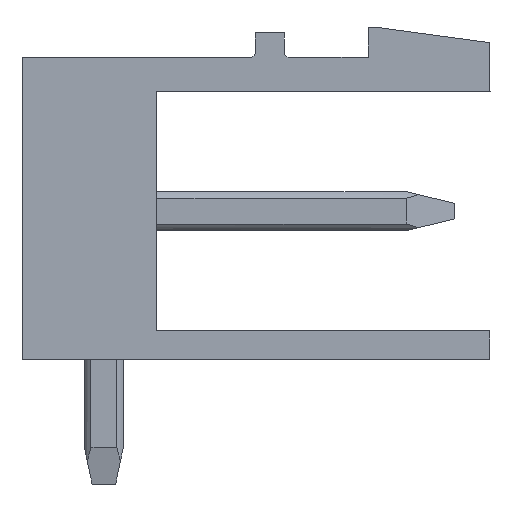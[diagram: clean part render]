
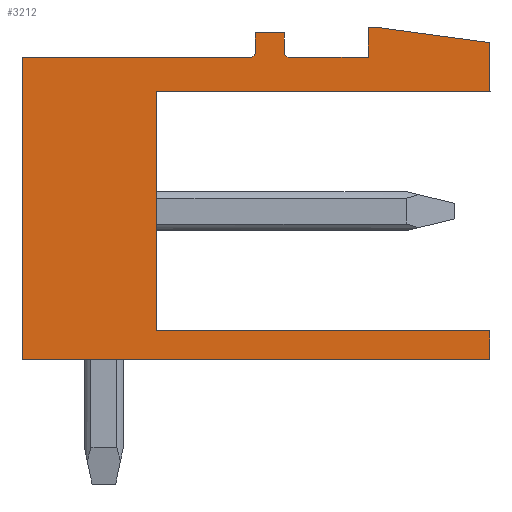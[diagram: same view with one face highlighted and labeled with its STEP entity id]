
A CAD part, left-side view. The second image highlights one B-rep face of the part: STEP entity #3212.
In plain terms, the highlighted planar face has unit normal (-1, 0, 0).
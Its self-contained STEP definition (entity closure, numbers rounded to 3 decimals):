
#1629=AXIS2_PLACEMENT_3D('Circle Axis2P3D',#1627,#1628,$) ;
#1753=AXIS2_PLACEMENT_3D('Circle Axis2P3D',#1751,#1752,$) ;
#3191=AXIS2_PLACEMENT_3D('Plane Axis2P3D',#3188,#3189,#3190) ;
#49=CARTESIAN_POINT('Vertex',(0.,8.55,3.93)) ;
#52=CARTESIAN_POINT('Line Origine',(0.,4.275,3.93)) ;
#56=CARTESIAN_POINT('Vertex',(0.,0.,3.93)) ;
#87=CARTESIAN_POINT('Vertex',(0.,8.55,10.06)) ;
#90=CARTESIAN_POINT('Line Origine',(0.,8.55,6.995)) ;
#1438=CARTESIAN_POINT('Vertex',(0.,0.,10.06)) ;
#1441=CARTESIAN_POINT('Line Origine',(0.,4.275,10.06)) ;
#1469=CARTESIAN_POINT('Vertex',(0.,0.,11.32)) ;
#1472=CARTESIAN_POINT('Line Origine',(0.,0.,10.69)) ;
#1500=CARTESIAN_POINT('Vertex',(0.,2.8,11.7)) ;
#1503=CARTESIAN_POINT('Line Origine',(0.,1.4,11.51)) ;
#1531=CARTESIAN_POINT('Vertex',(0.,3.12,11.7)) ;
#1534=CARTESIAN_POINT('Line Origine',(0.,2.96,11.7)) ;
#1562=CARTESIAN_POINT('Vertex',(0.,3.12,10.95)) ;
#1565=CARTESIAN_POINT('Line Origine',(0.,3.12,11.325)) ;
#1593=CARTESIAN_POINT('Vertex',(0.,5.17,10.95)) ;
#1596=CARTESIAN_POINT('Line Origine',(0.,4.145,10.95)) ;
#1624=CARTESIAN_POINT('Vertex',(0.,5.27,11.05)) ;
#1627=CARTESIAN_POINT('Axis2P3D Location',(0.,5.17,11.05)) ;
#1655=CARTESIAN_POINT('Vertex',(0.,5.27,11.57)) ;
#1658=CARTESIAN_POINT('Line Origine',(0.,5.27,11.31)) ;
#1686=CARTESIAN_POINT('Vertex',(0.,6.02,11.57)) ;
#1689=CARTESIAN_POINT('Line Origine',(0.,5.645,11.57)) ;
#1717=CARTESIAN_POINT('Vertex',(0.,6.02,11.05)) ;
#1720=CARTESIAN_POINT('Line Origine',(0.,6.02,11.31)) ;
#1748=CARTESIAN_POINT('Vertex',(0.,6.12,10.95)) ;
#1751=CARTESIAN_POINT('Axis2P3D Location',(0.,6.12,11.05)) ;
#1774=CARTESIAN_POINT('Vertex',(0.,12.,10.95)) ;
#1777=CARTESIAN_POINT('Line Origine',(0.,9.06,10.95)) ;
#1805=CARTESIAN_POINT('Vertex',(0.,12.,3.2)) ;
#1808=CARTESIAN_POINT('Line Origine',(0.,12.,7.075)) ;
#1836=CARTESIAN_POINT('Vertex',(0.,0.,3.2)) ;
#1839=CARTESIAN_POINT('Line Origine',(0.,6.,3.2)) ;
#3176=CARTESIAN_POINT('Line Origine',(0.,0.,3.565)) ;
#3188=CARTESIAN_POINT('Axis2P3D Location',(0.,0.,0.)) ;
#53=DIRECTION('Vector Direction',(0.,1.,0.)) ;
#91=DIRECTION('Vector Direction',(0.,0.,-1.)) ;
#1442=DIRECTION('Vector Direction',(0.,-1.,0.)) ;
#1473=DIRECTION('Vector Direction',(0.,0.,1.)) ;
#1504=DIRECTION('Vector Direction',(0.,0.991,0.134)) ;
#1535=DIRECTION('Vector Direction',(0.,1.,0.)) ;
#1566=DIRECTION('Vector Direction',(0.,0.,-1.)) ;
#1597=DIRECTION('Vector Direction',(0.,1.,0.)) ;
#1628=DIRECTION('Axis2P3D Direction',(-1.,0.,0.)) ;
#1659=DIRECTION('Vector Direction',(0.,0.,1.)) ;
#1690=DIRECTION('Vector Direction',(0.,1.,0.)) ;
#1721=DIRECTION('Vector Direction',(0.,0.,-1.)) ;
#1752=DIRECTION('Axis2P3D Direction',(-1.,0.,0.)) ;
#1778=DIRECTION('Vector Direction',(0.,1.,0.)) ;
#1809=DIRECTION('Vector Direction',(0.,0.,-1.)) ;
#1840=DIRECTION('Vector Direction',(0.,1.,0.)) ;
#3177=DIRECTION('Vector Direction',(0.,0.,-1.)) ;
#3189=DIRECTION('Axis2P3D Direction',(-1.,0.,0.)) ;
#3190=DIRECTION('Axis2P3D XDirection',(0.,0.,1.)) ;
#54=VECTOR('Line Direction',#53,1.) ;
#92=VECTOR('Line Direction',#91,1.) ;
#1443=VECTOR('Line Direction',#1442,1.) ;
#1474=VECTOR('Line Direction',#1473,1.) ;
#1505=VECTOR('Line Direction',#1504,1.) ;
#1536=VECTOR('Line Direction',#1535,1.) ;
#1567=VECTOR('Line Direction',#1566,1.) ;
#1598=VECTOR('Line Direction',#1597,1.) ;
#1660=VECTOR('Line Direction',#1659,1.) ;
#1691=VECTOR('Line Direction',#1690,1.) ;
#1722=VECTOR('Line Direction',#1721,1.) ;
#1779=VECTOR('Line Direction',#1778,1.) ;
#1810=VECTOR('Line Direction',#1809,1.) ;
#1841=VECTOR('Line Direction',#1840,1.) ;
#3178=VECTOR('Line Direction',#3177,1.) ;
#3194=ORIENTED_EDGE('',*,*,#58,.T.) ;
#3195=ORIENTED_EDGE('',*,*,#94,.T.) ;
#3196=ORIENTED_EDGE('',*,*,#1445,.T.) ;
#3197=ORIENTED_EDGE('',*,*,#1476,.T.) ;
#3198=ORIENTED_EDGE('',*,*,#1507,.T.) ;
#3199=ORIENTED_EDGE('',*,*,#1538,.T.) ;
#3200=ORIENTED_EDGE('',*,*,#1569,.T.) ;
#3201=ORIENTED_EDGE('',*,*,#1600,.T.) ;
#3202=ORIENTED_EDGE('',*,*,#1631,.T.) ;
#3203=ORIENTED_EDGE('',*,*,#1662,.T.) ;
#3204=ORIENTED_EDGE('',*,*,#1693,.T.) ;
#3205=ORIENTED_EDGE('',*,*,#1724,.T.) ;
#3206=ORIENTED_EDGE('',*,*,#1755,.T.) ;
#3207=ORIENTED_EDGE('',*,*,#1781,.T.) ;
#3208=ORIENTED_EDGE('',*,*,#1812,.T.) ;
#3209=ORIENTED_EDGE('',*,*,#1843,.T.) ;
#3210=ORIENTED_EDGE('',*,*,#3180,.T.) ;
#3212=ADVANCED_FACE('Housing',(#3211),#3192,.T.) ;
#1630=CIRCLE('generated circle',#1629,0.1) ;
#1754=CIRCLE('generated circle',#1753,0.1) ;
#58=EDGE_CURVE('',#57,#50,#55,.T.) ;
#94=EDGE_CURVE('',#50,#88,#93,.F.) ;
#1445=EDGE_CURVE('',#88,#1439,#1444,.T.) ;
#1476=EDGE_CURVE('',#1439,#1470,#1475,.T.) ;
#1507=EDGE_CURVE('',#1470,#1501,#1506,.T.) ;
#1538=EDGE_CURVE('',#1501,#1532,#1537,.T.) ;
#1569=EDGE_CURVE('',#1532,#1563,#1568,.T.) ;
#1600=EDGE_CURVE('',#1563,#1594,#1599,.T.) ;
#1631=EDGE_CURVE('',#1594,#1625,#1630,.F.) ;
#1662=EDGE_CURVE('',#1625,#1656,#1661,.T.) ;
#1693=EDGE_CURVE('',#1656,#1687,#1692,.T.) ;
#1724=EDGE_CURVE('',#1687,#1718,#1723,.T.) ;
#1755=EDGE_CURVE('',#1718,#1749,#1754,.F.) ;
#1781=EDGE_CURVE('',#1749,#1775,#1780,.T.) ;
#1812=EDGE_CURVE('',#1775,#1806,#1811,.T.) ;
#1843=EDGE_CURVE('',#1806,#1837,#1842,.F.) ;
#3180=EDGE_CURVE('',#1837,#57,#3179,.F.) ;
#3193=EDGE_LOOP('',(#3194,#3195,#3196,#3197,#3198,#3199,#3200,#3201,#3202,#3203,#3204,#3205,#3206,#3207,#3208,#3209,#3210)) ;
#3211=FACE_OUTER_BOUND('',#3193,.T.) ;
#55=LINE('Line',#52,#54) ;
#93=LINE('Line',#90,#92) ;
#1444=LINE('Line',#1441,#1443) ;
#1475=LINE('Line',#1472,#1474) ;
#1506=LINE('Line',#1503,#1505) ;
#1537=LINE('Line',#1534,#1536) ;
#1568=LINE('Line',#1565,#1567) ;
#1599=LINE('Line',#1596,#1598) ;
#1661=LINE('Line',#1658,#1660) ;
#1692=LINE('Line',#1689,#1691) ;
#1723=LINE('Line',#1720,#1722) ;
#1780=LINE('Line',#1777,#1779) ;
#1811=LINE('Line',#1808,#1810) ;
#1842=LINE('Line',#1839,#1841) ;
#3179=LINE('Line',#3176,#3178) ;
#3192=PLANE('',#3191) ;
#50=VERTEX_POINT('',#49) ;
#57=VERTEX_POINT('',#56) ;
#88=VERTEX_POINT('',#87) ;
#1439=VERTEX_POINT('',#1438) ;
#1470=VERTEX_POINT('',#1469) ;
#1501=VERTEX_POINT('',#1500) ;
#1532=VERTEX_POINT('',#1531) ;
#1563=VERTEX_POINT('',#1562) ;
#1594=VERTEX_POINT('',#1593) ;
#1625=VERTEX_POINT('',#1624) ;
#1656=VERTEX_POINT('',#1655) ;
#1687=VERTEX_POINT('',#1686) ;
#1718=VERTEX_POINT('',#1717) ;
#1749=VERTEX_POINT('',#1748) ;
#1775=VERTEX_POINT('',#1774) ;
#1806=VERTEX_POINT('',#1805) ;
#1837=VERTEX_POINT('',#1836) ;
